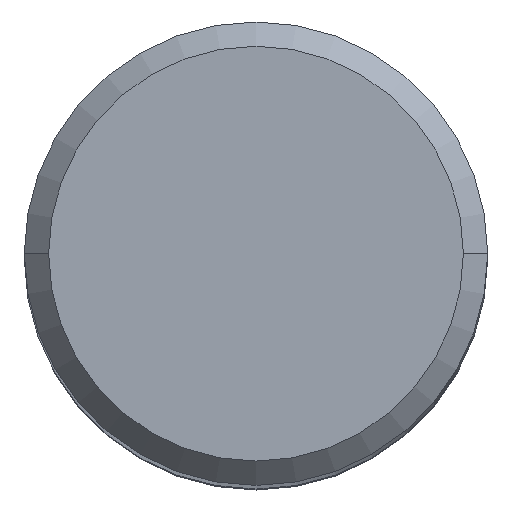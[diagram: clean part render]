
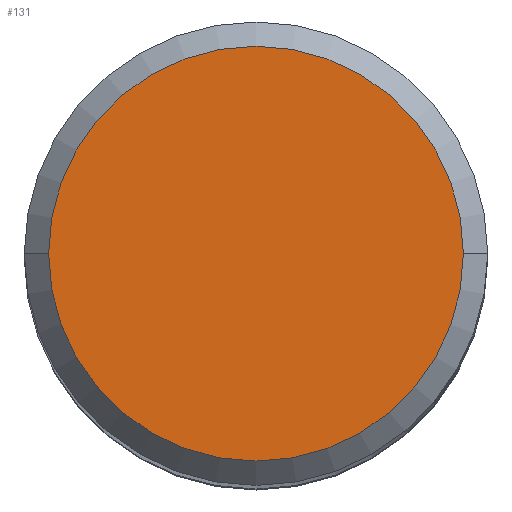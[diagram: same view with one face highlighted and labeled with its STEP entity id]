
A CAD part, top view. The second image highlights one B-rep face of the part: STEP entity #131.
In plain terms, the highlighted planar face has unit normal (0, 0, 1).
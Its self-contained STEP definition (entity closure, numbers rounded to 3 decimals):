
#51=PLANE('',#1163);
#131=ADVANCED_FACE('',(#207),#51,.F.);
#207=FACE_OUTER_BOUND('',#263,.T.);
#263=EDGE_LOOP('',(#504,#505));
#504=ORIENTED_EDGE('',*,*,#703,.T.);
#505=ORIENTED_EDGE('',*,*,#706,.T.);
#582=VERTEX_POINT('',#1862);
#583=VERTEX_POINT('',#1863);
#703=EDGE_CURVE('',#582,#583,#809,.T.);
#706=EDGE_CURVE('',#583,#582,#810,.T.);
#809=CIRCLE('',#1159,8.525);
#810=CIRCLE('',#1161,8.525);
#1159=AXIS2_PLACEMENT_3D('',#1861,#1514,#1515);
#1161=AXIS2_PLACEMENT_3D('',#1867,#1520,#1521);
#1163=AXIS2_PLACEMENT_3D('',#1869,#1524,#1525);
#1514=DIRECTION('',(0.,0.,1.));
#1515=DIRECTION('',(-1.,0.,0.));
#1520=DIRECTION('',(0.,0.,1.));
#1521=DIRECTION('',(1.,0.,0.));
#1524=DIRECTION('',(0.,0.,-1.));
#1525=DIRECTION('',(1.,0.,0.));
#1861=CARTESIAN_POINT('',(0.,0.,0.));
#1862=CARTESIAN_POINT('',(-8.525,0.,0.));
#1863=CARTESIAN_POINT('',(8.525,0.,0.));
#1867=CARTESIAN_POINT('',(0.,0.,0.));
#1869=CARTESIAN_POINT('',(0.,0.,0.));
